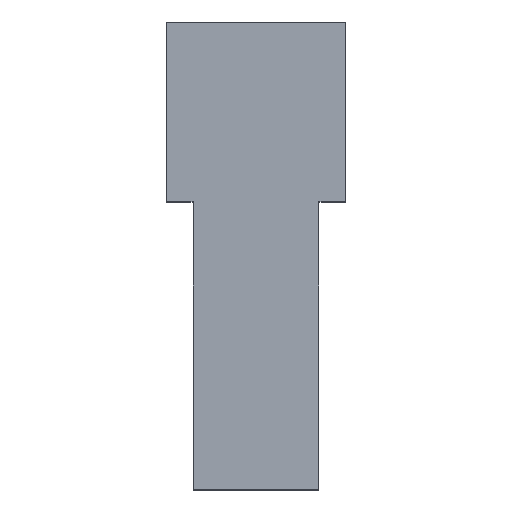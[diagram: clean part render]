
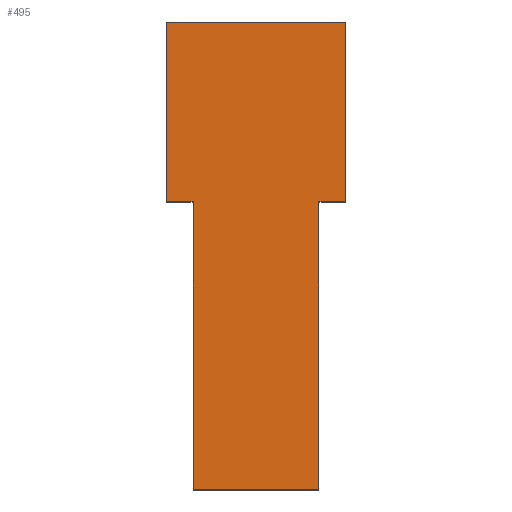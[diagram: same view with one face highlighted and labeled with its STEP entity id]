
A CAD part, top view. The second image highlights one B-rep face of the part: STEP entity #495.
In plain terms, the highlighted planar face has unit normal (0, 0, 1).
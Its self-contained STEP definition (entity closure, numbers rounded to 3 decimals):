
#35=FACE_OUTER_BOUND('',#60,.T.);
#60=EDGE_LOOP('',(#405,#406,#407,#408,#409,#410,#411,#412));
#73=LINE('',#683,#141);
#88=LINE('',#717,#156);
#92=LINE('',#725,#160);
#102=LINE('',#745,#170);
#106=LINE('',#752,#174);
#122=LINE('',#780,#190);
#126=LINE('',#788,#194);
#127=LINE('',#789,#195);
#141=VECTOR('',#558,10.);
#156=VECTOR('',#581,10.);
#160=VECTOR('',#587,10.);
#170=VECTOR('',#601,10.);
#174=VECTOR('',#607,10.);
#190=VECTOR('',#639,10.);
#194=VECTOR('',#647,10.);
#195=VECTOR('',#648,10.);
#209=VERTEX_POINT('',#680);
#210=VERTEX_POINT('',#682);
#224=VERTEX_POINT('',#714);
#225=VERTEX_POINT('',#716);
#228=VERTEX_POINT('',#724);
#234=VERTEX_POINT('',#739);
#236=VERTEX_POINT('',#743);
#238=VERTEX_POINT('',#750);
#253=EDGE_CURVE('',#209,#210,#73,.T.);
#268=EDGE_CURVE('',#224,#225,#88,.T.);
#272=EDGE_CURVE('',#225,#228,#92,.T.);
#282=EDGE_CURVE('',#234,#236,#102,.T.);
#286=EDGE_CURVE('',#238,#236,#106,.T.);
#302=EDGE_CURVE('',#238,#210,#122,.T.);
#306=EDGE_CURVE('',#234,#224,#126,.T.);
#307=EDGE_CURVE('',#228,#209,#127,.T.);
#405=ORIENTED_EDGE('',*,*,#306,.F.);
#406=ORIENTED_EDGE('',*,*,#282,.T.);
#407=ORIENTED_EDGE('',*,*,#286,.F.);
#408=ORIENTED_EDGE('',*,*,#302,.T.);
#409=ORIENTED_EDGE('',*,*,#253,.F.);
#410=ORIENTED_EDGE('',*,*,#307,.F.);
#411=ORIENTED_EDGE('',*,*,#272,.F.);
#412=ORIENTED_EDGE('',*,*,#268,.F.);
#470=PLANE('',#540);
#495=ADVANCED_FACE('',(#35),#470,.T.);
#540=AXIS2_PLACEMENT_3D('',#787,#645,#646);
#558=DIRECTION('',(-1.,0.,0.));
#581=DIRECTION('',(0.,-1.,0.));
#587=DIRECTION('',(-1.,0.,0.));
#601=DIRECTION('',(0.,-1.,0.));
#607=DIRECTION('',(-1.,0.,0.));
#639=DIRECTION('',(0.,-1.,0.));
#645=DIRECTION('center_axis',(0.,0.,1.));
#646=DIRECTION('ref_axis',(-1.,0.,0.));
#647=DIRECTION('',(1.,0.,0.));
#648=DIRECTION('',(0.,-1.,0.));
#680=CARTESIAN_POINT('',(3.5,-26.,8.25));
#682=CARTESIAN_POINT('',(-3.5,-26.,8.25));
#683=CARTESIAN_POINT('',(3.5,-26.,8.25));
#714=CARTESIAN_POINT('',(5.,0.,8.25));
#716=CARTESIAN_POINT('',(5.,-10.,8.25));
#717=CARTESIAN_POINT('',(5.,0.,8.25));
#724=CARTESIAN_POINT('',(3.5,-10.,8.25));
#725=CARTESIAN_POINT('',(5.,-10.,8.25));
#739=CARTESIAN_POINT('',(-5.,0.,8.25));
#743=CARTESIAN_POINT('',(-5.,-10.,8.25));
#745=CARTESIAN_POINT('',(-5.,0.,8.25));
#750=CARTESIAN_POINT('',(-3.5,-10.,8.25));
#752=CARTESIAN_POINT('',(-5.,-10.,8.25));
#780=CARTESIAN_POINT('',(-3.5,0.,8.25));
#787=CARTESIAN_POINT('Origin',(3.5,0.,8.25));
#788=CARTESIAN_POINT('',(-3.5,0.,8.25));
#789=CARTESIAN_POINT('',(3.5,0.,8.25));
